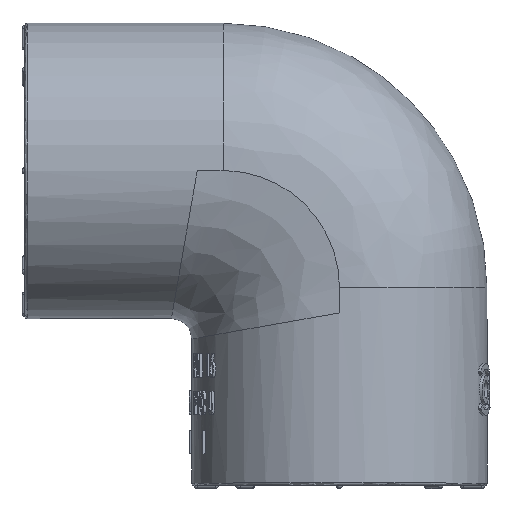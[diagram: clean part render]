
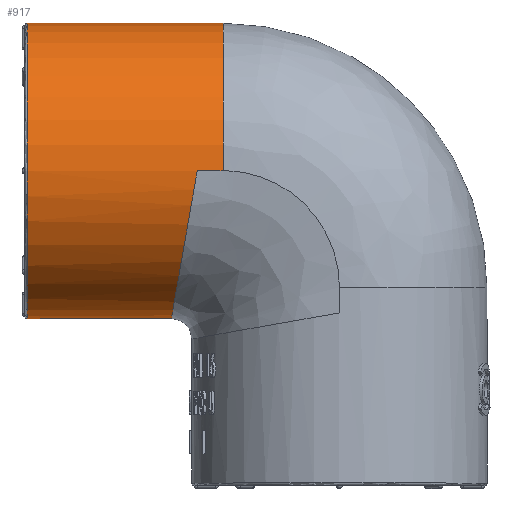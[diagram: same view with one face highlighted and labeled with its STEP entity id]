
A CAD part, top view. The second image highlights one B-rep face of the part: STEP entity #917.
In plain terms, the highlighted cylindrical face has radius 12.675 mm (diameter 25.35 mm), a full revolution.
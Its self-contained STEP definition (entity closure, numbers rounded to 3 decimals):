
#917=ADVANCED_FACE('',(#1497,#1498),#1248,.T.);
#1248=CYLINDRICAL_SURFACE('',#5894,12.675);
#1403=CIRCLE('',#5869,12.675);
#1415=CIRCLE('',#5893,12.675);
#1497=FACE_BOUND('',#1625,.T.);
#1498=FACE_BOUND('',#1626,.T.);
#1625=EDGE_LOOP('',(#2360));
#1626=EDGE_LOOP('',(#2361,#2362,#2363,#2364,#2365,#2366,#2367,#2368,#2369,
#2370,#2371));
#2360=ORIENTED_EDGE('',*,*,#4641,.T.);
#2361=ORIENTED_EDGE('',*,*,#4622,.F.);
#2362=ORIENTED_EDGE('',*,*,#4642,.T.);
#2363=ORIENTED_EDGE('',*,*,#4643,.T.);
#2364=ORIENTED_EDGE('',*,*,#4644,.T.);
#2365=ORIENTED_EDGE('',*,*,#4645,.T.);
#2366=ORIENTED_EDGE('',*,*,#4646,.T.);
#2367=ORIENTED_EDGE('',*,*,#4647,.T.);
#2368=ORIENTED_EDGE('',*,*,#4648,.T.);
#2369=ORIENTED_EDGE('',*,*,#4649,.T.);
#2370=ORIENTED_EDGE('',*,*,#4650,.T.);
#2371=ORIENTED_EDGE('',*,*,#4651,.T.);
#4013=VERTEX_POINT('',#9434);
#4014=VERTEX_POINT('',#9448);
#4026=VERTEX_POINT('',#9547);
#4027=VERTEX_POINT('',#9552);
#4028=VERTEX_POINT('',#9557);
#4029=VERTEX_POINT('',#9562);
#4030=VERTEX_POINT('',#9567);
#4031=VERTEX_POINT('',#9572);
#4032=VERTEX_POINT('',#9577);
#4033=VERTEX_POINT('',#9586);
#4034=VERTEX_POINT('',#9591);
#4035=VERTEX_POINT('',#9596);
#4622=EDGE_CURVE('',#4014,#4013,#1403,.T.);
#4641=EDGE_CURVE('',#4026,#4026,#1415,.T.);
#4642=EDGE_CURVE('',#4014,#4027,#5367,.T.);
#4643=EDGE_CURVE('',#4027,#4028,#5368,.T.);
#4644=EDGE_CURVE('',#4028,#4029,#5369,.T.);
#4645=EDGE_CURVE('',#4029,#4030,#5370,.T.);
#4646=EDGE_CURVE('',#4030,#4031,#5371,.T.);
#4647=EDGE_CURVE('',#4031,#4032,#5372,.T.);
#4648=EDGE_CURVE('',#4032,#4033,#5373,.T.);
#4649=EDGE_CURVE('',#4033,#4034,#5374,.T.);
#4650=EDGE_CURVE('',#4034,#4035,#5375,.T.);
#4651=EDGE_CURVE('',#4035,#4013,#5376,.T.);
#5367=B_SPLINE_CURVE_WITH_KNOTS('',3,(#9548,#9549,#9550,#9551),
 .UNSPECIFIED.,.F.,.F.,(4,4),(0.,1.),.UNSPECIFIED.);
#5368=B_SPLINE_CURVE_WITH_KNOTS('',3,(#9553,#9554,#9555,#9556),
 .UNSPECIFIED.,.F.,.F.,(4,4),(0.,1.),.UNSPECIFIED.);
#5369=B_SPLINE_CURVE_WITH_KNOTS('',3,(#9558,#9559,#9560,#9561),
 .UNSPECIFIED.,.F.,.F.,(4,4),(0.,1.),.UNSPECIFIED.);
#5370=B_SPLINE_CURVE_WITH_KNOTS('',3,(#9563,#9564,#9565,#9566),
 .UNSPECIFIED.,.F.,.F.,(4,4),(0.,1.),.UNSPECIFIED.);
#5371=B_SPLINE_CURVE_WITH_KNOTS('',3,(#9568,#9569,#9570,#9571),
 .UNSPECIFIED.,.F.,.F.,(4,4),(0.,1.),.UNSPECIFIED.);
#5372=B_SPLINE_CURVE_WITH_KNOTS('',3,(#9573,#9574,#9575,#9576),
 .UNSPECIFIED.,.F.,.F.,(4,4),(0.,1.),.UNSPECIFIED.);
#5373=B_SPLINE_CURVE_WITH_KNOTS('',3,(#9578,#9579,#9580,#9581,#9582,#9583,
#9584,#9585),.UNSPECIFIED.,.F.,.F.,(4,2,2,4),(0.,0.25,0.5,
1.),.UNSPECIFIED.);
#5374=B_SPLINE_CURVE_WITH_KNOTS('',3,(#9587,#9588,#9589,#9590),
 .UNSPECIFIED.,.F.,.F.,(4,4),(0.,1.),.UNSPECIFIED.);
#5375=B_SPLINE_CURVE_WITH_KNOTS('',3,(#9592,#9593,#9594,#9595),
 .UNSPECIFIED.,.F.,.F.,(4,4),(0.,1.),.UNSPECIFIED.);
#5376=B_SPLINE_CURVE_WITH_KNOTS('',3,(#9597,#9598,#9599,#9600),
 .UNSPECIFIED.,.F.,.F.,(4,4),(0.,1.),.UNSPECIFIED.);
#5869=AXIS2_PLACEMENT_3D('',#9449,#6408,#6409);
#5893=AXIS2_PLACEMENT_3D('',#9546,#6458,#6459);
#5894=AXIS2_PLACEMENT_3D('',#9601,#6460,#6461);
#6408=DIRECTION('',(1.,0.,0.));
#6409=DIRECTION('',(0.,0.,-1.));
#6458=DIRECTION('',(1.,0.,0.));
#6459=DIRECTION('',(0.,0.,-1.));
#6460=DIRECTION('',(1.,0.,0.));
#6461=DIRECTION('',(0.,0.,-1.));
#9434=CARTESIAN_POINT('',(1202.5,6.989,12.675));
#9448=CARTESIAN_POINT('',(1202.491,6.989,-12.675));
#9449=CARTESIAN_POINT('',(1202.5,6.989,0.));
#9546=CARTESIAN_POINT('',(1185.689,6.989,0.));
#9547=CARTESIAN_POINT('',(1185.689,6.989,-12.675));
#9548=CARTESIAN_POINT('',(1202.5,6.989,-12.675));
#9549=CARTESIAN_POINT('',(1201.761,6.989,-12.675));
#9550=CARTESIAN_POINT('',(1201.022,6.989,-12.675));
#9551=CARTESIAN_POINT('',(1200.282,6.989,-12.675));
#9552=CARTESIAN_POINT('',(1200.282,6.989,-12.675));
#9553=CARTESIAN_POINT('',(1200.282,6.989,-12.675));
#9554=CARTESIAN_POINT('',(1199.915,4.887,-12.675));
#9555=CARTESIAN_POINT('',(1199.644,3.344,-12.185));
#9556=CARTESIAN_POINT('',(1199.472,2.358,-11.799));
#9557=CARTESIAN_POINT('',(1199.472,2.358,-11.799));
#9558=CARTESIAN_POINT('',(1199.472,2.358,-11.799));
#9559=CARTESIAN_POINT('',(1199.153,0.535,-11.083));
#9560=CARTESIAN_POINT('',(1198.896,-0.932,-10.021));
#9561=CARTESIAN_POINT('',(1198.702,-2.042,-8.893));
#9562=CARTESIAN_POINT('',(1198.702,-2.042,-8.893));
#9563=CARTESIAN_POINT('',(1198.702,-2.042,-8.893));
#9564=CARTESIAN_POINT('',(1198.604,-2.6,-8.327));
#9565=CARTESIAN_POINT('',(1198.519,-3.09,-7.722));
#9566=CARTESIAN_POINT('',(1198.445,-3.513,-7.096));
#9567=CARTESIAN_POINT('',(1198.445,-3.513,-7.096));
#9568=CARTESIAN_POINT('',(1198.445,-3.513,-7.096));
#9569=CARTESIAN_POINT('',(1198.36,-3.997,-6.379));
#9570=CARTESIAN_POINT('',(1198.289,-4.4,-5.625));
#9571=CARTESIAN_POINT('',(1198.233,-4.719,-4.854));
#9572=CARTESIAN_POINT('',(1198.233,-4.719,-4.854));
#9573=CARTESIAN_POINT('',(1198.233,-4.719,-4.854));
#9574=CARTESIAN_POINT('',(1198.183,-5.006,-4.162));
#9575=CARTESIAN_POINT('',(1198.144,-5.229,-3.451));
#9576=CARTESIAN_POINT('',(1198.117,-5.387,-2.734));
#9577=CARTESIAN_POINT('',(1198.117,-5.387,-2.734));
#9578=CARTESIAN_POINT('',(1198.117,-5.387,-2.734));
#9579=CARTESIAN_POINT('',(1198.077,-5.613,-1.71));
#9580=CARTESIAN_POINT('',(1198.06,-5.712,-0.657));
#9581=CARTESIAN_POINT('',(1198.071,-5.647,1.444));
#9582=CARTESIAN_POINT('',(1198.102,-5.468,2.543));
#9583=CARTESIAN_POINT('',(1198.248,-4.639,5.426));
#9584=CARTESIAN_POINT('',(1198.431,-3.589,7.322));
#9585=CARTESIAN_POINT('',(1198.702,-2.042,8.893));
#9586=CARTESIAN_POINT('',(1198.702,-2.042,8.893));
#9587=CARTESIAN_POINT('',(1198.702,-2.042,8.893));
#9588=CARTESIAN_POINT('',(1198.896,-0.932,10.021));
#9589=CARTESIAN_POINT('',(1199.153,0.535,11.083));
#9590=CARTESIAN_POINT('',(1199.472,2.358,11.799));
#9591=CARTESIAN_POINT('',(1199.472,2.358,11.799));
#9592=CARTESIAN_POINT('',(1199.472,2.358,11.799));
#9593=CARTESIAN_POINT('',(1199.644,3.344,12.185));
#9594=CARTESIAN_POINT('',(1199.915,4.887,12.675));
#9595=CARTESIAN_POINT('',(1200.282,6.989,12.675));
#9596=CARTESIAN_POINT('',(1200.282,6.989,12.675));
#9597=CARTESIAN_POINT('',(1200.282,6.989,12.675));
#9598=CARTESIAN_POINT('',(1201.022,6.989,12.675));
#9599=CARTESIAN_POINT('',(1201.761,6.989,12.675));
#9600=CARTESIAN_POINT('',(1202.5,6.989,12.675));
#9601=CARTESIAN_POINT('',(1198.164,6.989,0.));
